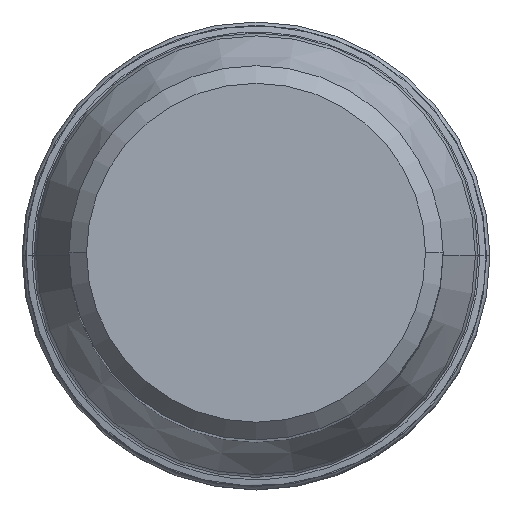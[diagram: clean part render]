
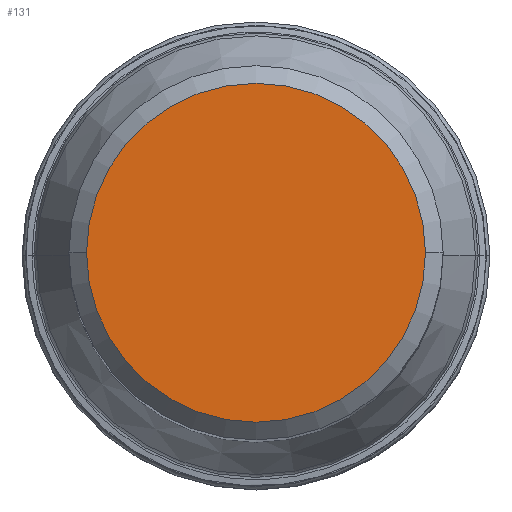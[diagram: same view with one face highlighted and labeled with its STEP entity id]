
A CAD part, top view. The second image highlights one B-rep face of the part: STEP entity #131.
In plain terms, the highlighted planar face has unit normal (0, 0, 1).
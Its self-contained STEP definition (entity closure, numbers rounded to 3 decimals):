
#32=PLANE('',#1142);
#131=ADVANCED_FACE('',(#201),#32,.F.);
#201=FACE_OUTER_BOUND('',#259,.T.);
#259=EDGE_LOOP('',(#447,#448,#449,#450));
#447=ORIENTED_EDGE('',*,*,#719,.T.);
#448=ORIENTED_EDGE('',*,*,#720,.T.);
#449=ORIENTED_EDGE('',*,*,#721,.T.);
#450=ORIENTED_EDGE('',*,*,#722,.T.);
#600=VERTEX_POINT('',#2556);
#601=VERTEX_POINT('',#2557);
#602=VERTEX_POINT('',#2559);
#603=VERTEX_POINT('',#2561);
#719=EDGE_CURVE('',#600,#601,#861,.T.);
#720=EDGE_CURVE('',#601,#602,#862,.T.);
#721=EDGE_CURVE('',#602,#603,#863,.T.);
#722=EDGE_CURVE('',#603,#600,#864,.T.);
#861=CIRCLE('',#1138,11.5);
#862=CIRCLE('',#1139,11.5);
#863=CIRCLE('',#1140,11.5);
#864=CIRCLE('',#1141,11.5);
#1138=AXIS2_PLACEMENT_3D('',#2555,#1392,#1393);
#1139=AXIS2_PLACEMENT_3D('',#2558,#1394,#1395);
#1140=AXIS2_PLACEMENT_3D('',#2560,#1396,#1397);
#1141=AXIS2_PLACEMENT_3D('',#2562,#1398,#1399);
#1142=AXIS2_PLACEMENT_3D('',#2563,#1400,#1401);
#1392=DIRECTION('',(0.,0.,1.));
#1393=DIRECTION('',(0.,1.,0.));
#1394=DIRECTION('',(0.,0.,1.));
#1395=DIRECTION('',(-1.,0.,0.));
#1396=DIRECTION('',(0.,0.,1.));
#1397=DIRECTION('',(0.,-1.,0.));
#1398=DIRECTION('',(0.,0.,1.));
#1399=DIRECTION('',(1.,0.,0.));
#1400=DIRECTION('',(0.,0.,-1.));
#1401=DIRECTION('',(-1.,0.,0.));
#2555=CARTESIAN_POINT('',(0.,0.,43.656));
#2556=CARTESIAN_POINT('',(0.,11.5,43.656));
#2557=CARTESIAN_POINT('',(-11.5,0.,43.656));
#2558=CARTESIAN_POINT('',(0.,0.,43.656));
#2559=CARTESIAN_POINT('',(0.,-11.5,43.656));
#2560=CARTESIAN_POINT('',(0.,0.,43.656));
#2561=CARTESIAN_POINT('',(11.5,0.,43.656));
#2562=CARTESIAN_POINT('',(0.,0.,43.656));
#2563=CARTESIAN_POINT('',(0.,0.,43.656));
